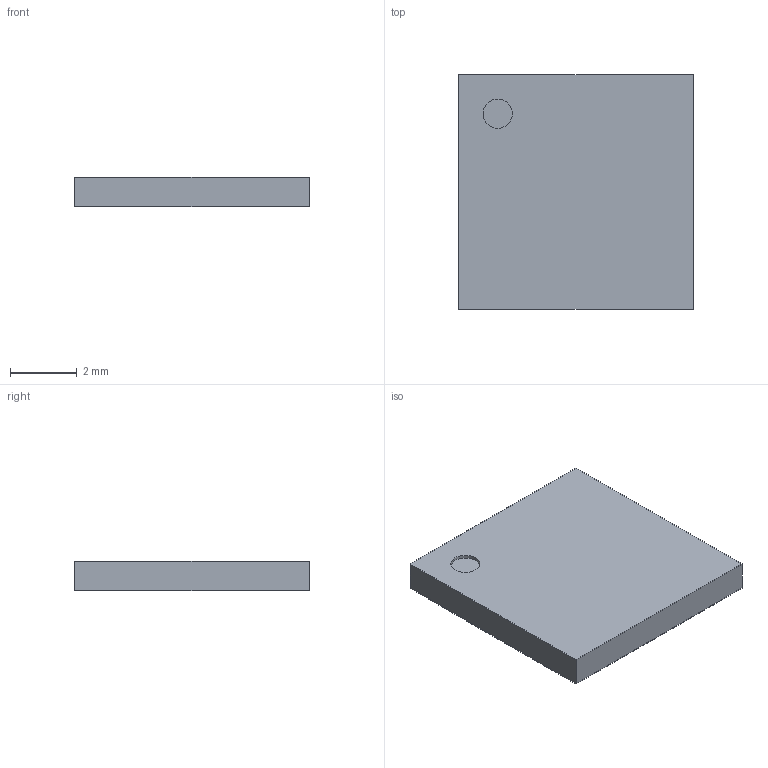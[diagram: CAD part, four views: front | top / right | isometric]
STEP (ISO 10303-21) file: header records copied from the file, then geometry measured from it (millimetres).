
FILE_DESCRIPTION(('Open CASCADE Model'),'2;1');
FILE_NAME('Open CASCADE Shape Model','2022-09-07T19:05:53',('Author'),( 'Open CASCADE'),'Open CASCADE STEP processor 7.5','Open CASCADE 7.5' ,'Unknown');
FILE_SCHEMA(('AUTOMOTIVE_DESIGN { 1 0 10303 214 1 1 1 1 }'));
Length unit declared in the file: millimetre
Products named in the file (8): PCB; Designator1; 7009422800; Open CASCADE STEP translator 7.5 31.1; Body; Open CASCADE STEP translator 7.5 31.2.1; Thermal Shape; Pin Shape
Assembly tree (61 placements, depth 4):
  PCB
  Designator1
    7009422800
      Open CASCADE STEP translator 7.5 31.1
      Body
        Open CASCADE STEP translator 7.5 31.2.1
      Thermal Shape
      Pin Shape  x56
Bounding box: 7.05 x 7.05 x 0.9 mm (x, y, z)
Volume: 44.4 mm3; surface area: 167.1 mm2
Topology: 58 solids, 59 shells, 352 faces, 703 edges, 469 vertices
Faces by surface type: plane 351, cylinder 1
Full cylindrical faces by diameter (mm): 0.881 x1
Entity records: 1164 total; most frequent: DIRECTION 214, CARTESIAN_POINT 156, AXIS2_PLACEMENT_3D 87, ORIENTED_EDGE 85, PRODUCT_DEFINITION_SHAPE 69, CONTEXT_DEPENDENT_SHAPE_REPRESENTATION 61, ITEM_DEFINED_TRANSFORMATION 61, NEXT_ASSEMBLY_USAGE_OCCURRENCE 61
